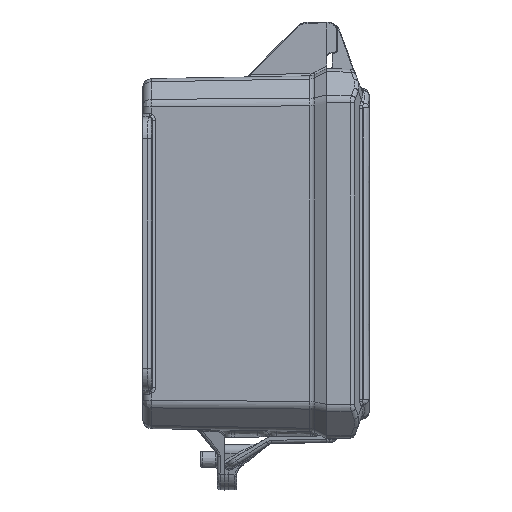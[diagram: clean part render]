
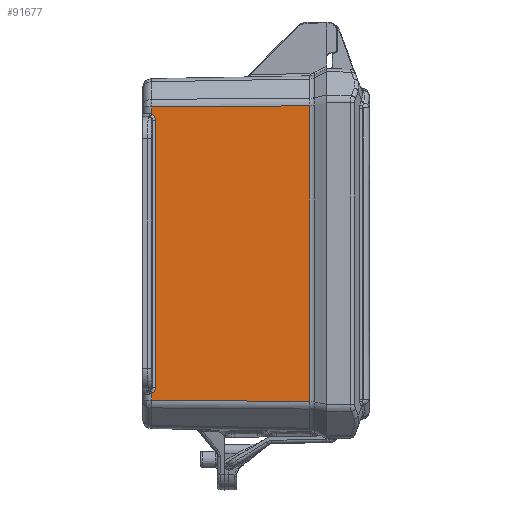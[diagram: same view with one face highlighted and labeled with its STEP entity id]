
A CAD part, front view. The second image highlights one B-rep face of the part: STEP entity #91677.
In plain terms, the highlighted planar face has unit normal (-0.018, -1, 0).
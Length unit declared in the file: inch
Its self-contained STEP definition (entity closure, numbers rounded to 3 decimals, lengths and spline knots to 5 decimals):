
#349 = CARTESIAN_POINT ( 'NONE',  ( -3.05573, -3.09166, -2.44577 ) ) ;
#591 = ORIENTED_EDGE ( 'NONE', *, *, #1085, .F. ) ;
#857 = DIRECTION ( 'NONE',  ( 1., -0.017, -0.007 ) ) ;
#1085 = EDGE_CURVE ( 'NONE', #39564, #82855, #49026, .T. ) ;
#1646 = DIRECTION ( 'NONE',  ( 1., -0.017, 0. ) ) ;
#3798 = FACE_OUTER_BOUND ( 'NONE', #64951, .T. ) ;
#6835 = CARTESIAN_POINT ( 'NONE',  ( -3.01935, -3.0923, 2.35964 ) ) ;
#7098 = CARTESIAN_POINT ( 'NONE',  ( -3.07542, -3.09132, 2.46151 ) ) ;
#8047 = CARTESIAN_POINT ( 'NONE',  ( -3.08785, -3.0911, -2.59085 ) ) ;
#8949 = CARTESIAN_POINT ( 'NONE',  ( -3.06829, -3.09144, -2.45704 ) ) ;
#9457 = ORIENTED_EDGE ( 'NONE', *, *, #13548, .T. ) ;
#13004 = ORIENTED_EDGE ( 'NONE', *, *, #45414, .T. ) ;
#13548 = EDGE_CURVE ( 'NONE', #93386, #23128, #15739, .T. ) ;
#15731 = CARTESIAN_POINT ( 'NONE',  ( -3.0642, -3.09151, 2.45327 ) ) ;
#15739 = LINE ( 'NONE', #18508, #58532 ) ;
#17551 = CARTESIAN_POINT ( 'NONE',  ( -3.08787, -3.0911, -2.46806 ) ) ;
#18194 = CARTESIAN_POINT ( 'NONE',  ( -3.08787, -3.0911, -2.46806 ) ) ;
#18508 = CARTESIAN_POINT ( 'NONE',  ( -3.01935, -3.0923, 3.86173 ) ) ;
#18762 = VERTEX_POINT ( 'NONE', #44753 ) ;
#22168 = B_SPLINE_CURVE_WITH_KNOTS ( 'NONE', 3,
 ( #92120, #32294, #49509, #109369 ),
 .UNSPECIFIED., .F., .F.,
 ( 4, 4 ),
 ( 0., 1. ),
 .UNSPECIFIED. ) ;
#23128 = VERTEX_POINT ( 'NONE', #107540 ) ;
#23250 = CARTESIAN_POINT ( 'NONE',  ( -3.08788, -3.0911, 2.59085 ) ) ;
#24316 = CARTESIAN_POINT ( 'NONE',  ( -3.05142, -3.09174, 2.44209 ) ) ;
#24407 = ORIENTED_EDGE ( 'NONE', *, *, #96316, .T. ) ;
#27519 = VERTEX_POINT ( 'NONE', #27864 ) ;
#27864 = CARTESIAN_POINT ( 'NONE',  ( -0.29385, -3.13987, 2.61105 ) ) ;
#32294 = CARTESIAN_POINT ( 'NONE',  ( -3.08787, -3.0911, 2.50899 ) ) ;
#32915 = CARTESIAN_POINT ( 'NONE',  ( -3.032, -3.09208, 2.41446 ) ) ;
#34360 = CARTESIAN_POINT ( 'NONE',  ( -3.02736, -3.09216, -2.40421 ) ) ;
#35599 = VECTOR ( 'NONE', #104498, 39.37008 ) ;
#35641 = PLANE ( 'NONE',  #72748 ) ;
#37767 = VERTEX_POINT ( 'NONE', #44437 ) ;
#38737 = EDGE_CURVE ( 'NONE', #37767, #27519, #69470, .T. ) ;
#39564 = VERTEX_POINT ( 'NONE', #76023 ) ;
#41490 = CARTESIAN_POINT ( 'NONE',  ( -3.02095, -3.09227, 2.38231 ) ) ;
#42429 = CARTESIAN_POINT ( 'NONE',  ( -3.08787, -3.0911, -2.46806 ) ) ;
#42599 = CARTESIAN_POINT ( 'NONE',  ( -3.01935, -3.0923, -2.37112 ) ) ;
#42977 = CARTESIAN_POINT ( 'NONE',  ( -3.04107, -3.09192, -2.42873 ) ) ;
#44437 = CARTESIAN_POINT ( 'NONE',  ( -0.29385, -3.13987, -2.61105 ) ) ;
#44753 = CARTESIAN_POINT ( 'NONE',  ( -3.08787, -3.0911, 2.46806 ) ) ;
#44971 = DIRECTION ( 'NONE',  ( 0., 0., 1. ) ) ;
#45414 = EDGE_CURVE ( 'NONE', #39564, #37767, #66565, .T. ) ;
#46483 = VECTOR ( 'NONE', #857, 39.37008 ) ;
#49026 = B_SPLINE_CURVE_WITH_KNOTS ( 'NONE', 3,
 ( #8047, #76528, #93672, #42429 ),
 .UNSPECIFIED., .F., .F.,
 ( 4, 4 ),
 ( 0., 1. ),
 .UNSPECIFIED. ) ;
#49509 = CARTESIAN_POINT ( 'NONE',  ( -3.08788, -3.0911, 2.54992 ) ) ;
#50120 = CARTESIAN_POINT ( 'NONE',  ( -3.01935, -3.0923, 2.35964 ) ) ;
#50197 = EDGE_CURVE ( 'NONE', #18762, #71631, #22168, .T. ) ;
#51595 = CARTESIAN_POINT ( 'NONE',  ( -3.05177, -3.09173, -2.44174 ) ) ;
#52866 = DIRECTION ( 'NONE',  ( -0.017, -1., 0. ) ) ;
#58532 = VECTOR ( 'NONE', #105294, 39.37008 ) ;
#59942 = B_SPLINE_CURVE_WITH_KNOTS ( 'NONE', 3,
 ( #102492, #42599, #85648, #34360, #94191, #42977, #102874, #51595, #349, #60164, #8949, #68797, #17551 ),
 .UNSPECIFIED., .F., .F.,
 ( 4, 2, 2, 1, 2, 2, 4 ),
 ( 0., 0.25, 0.5, 0.625, 0.6875, 0.75, 1. ),
 .UNSPECIFIED. ) ;
#60164 = CARTESIAN_POINT ( 'NONE',  ( -3.05783, -3.09163, -2.44776 ) ) ;
#64951 = EDGE_LOOP ( 'NONE', ( #13004, #97620, #72911, #77116, #24407, #9457, #70503, #591 ) ) ;
#66565 = LINE ( 'NONE', #77917, #46483 ) ;
#66965 = CARTESIAN_POINT ( 'NONE',  ( -3.06862, -3.09144, 2.45666 ) ) ;
#67920 = EDGE_CURVE ( 'NONE', #27519, #71631, #89160, .T. ) ;
#68797 = CARTESIAN_POINT ( 'NONE',  ( -3.07761, -3.09128, -2.46319 ) ) ;
#69470 = LINE ( 'NONE', #104883, #89496 ) ;
#69718 = CARTESIAN_POINT ( 'NONE',  ( 0., -3.145, 3.86173 ) ) ;
#70503 = ORIENTED_EDGE ( 'NONE', *, *, #103010, .T. ) ;
#71631 = VERTEX_POINT ( 'NONE', #23250 ) ;
#72748 = AXIS2_PLACEMENT_3D ( 'NONE', #69718, #52866, #1646 ) ;
#72911 = ORIENTED_EDGE ( 'NONE', *, *, #67920, .T. ) ;
#74138 = CARTESIAN_POINT ( 'NONE',  ( -3.08275, -3.09119, 2.46563 ) ) ;
#75594 = CARTESIAN_POINT ( 'NONE',  ( -3.06209, -3.09155, 2.45153 ) ) ;
#76023 = CARTESIAN_POINT ( 'NONE',  ( -3.08785, -3.0911, -2.59085 ) ) ;
#76528 = CARTESIAN_POINT ( 'NONE',  ( -3.08786, -3.0911, -2.54992 ) ) ;
#77116 = ORIENTED_EDGE ( 'NONE', *, *, #50197, .F. ) ;
#77917 = CARTESIAN_POINT ( 'NONE',  ( -3.08785, -3.0911, -2.59085 ) ) ;
#82855 = VERTEX_POINT ( 'NONE', #18194 ) ;
#84180 = CARTESIAN_POINT ( 'NONE',  ( -3.0441, -3.09187, 2.4335 ) ) ;
#85648 = CARTESIAN_POINT ( 'NONE',  ( -3.02095, -3.09227, -2.38233 ) ) ;
#89160 = LINE ( 'NONE', #95861, #35599 ) ;
#89496 = VECTOR ( 'NONE', #44971, 39.37008 ) ;
#91677 = ADVANCED_FACE ( 'NONE', ( #3798 ), #35641, .T. ) ;
#92120 = CARTESIAN_POINT ( 'NONE',  ( -3.08787, -3.0911, 2.46806 ) ) ;
#92714 = CARTESIAN_POINT ( 'NONE',  ( -3.02734, -3.09216, 2.40414 ) ) ;
#93386 = VERTEX_POINT ( 'NONE', #6835 ) ;
#93672 = CARTESIAN_POINT ( 'NONE',  ( -3.08787, -3.0911, -2.50899 ) ) ;
#94191 = CARTESIAN_POINT ( 'NONE',  ( -3.032, -3.09208, -2.41445 ) ) ;
#95861 = CARTESIAN_POINT ( 'NONE',  ( -0.29385, -3.13987, 2.61105 ) ) ;
#96316 = EDGE_CURVE ( 'NONE', #18762, #93386, #107496, .T. ) ;
#97620 = ORIENTED_EDGE ( 'NONE', *, *, #38737, .T. ) ;
#101393 = CARTESIAN_POINT ( 'NONE',  ( -3.01935, -3.0923, 2.37112 ) ) ;
#102492 = CARTESIAN_POINT ( 'NONE',  ( -3.01935, -3.0923, -2.35964 ) ) ;
#102874 = CARTESIAN_POINT ( 'NONE',  ( -3.04607, -3.09183, -2.43551 ) ) ;
#103010 = EDGE_CURVE ( 'NONE', #23128, #82855, #59942, .T. ) ;
#104498 = DIRECTION ( 'NONE',  ( -1., 0.017, -0.007 ) ) ;
#104883 = CARTESIAN_POINT ( 'NONE',  ( -0.29385, -3.13987, 3.86173 ) ) ;
#105294 = DIRECTION ( 'NONE',  ( 0., 0., -1. ) ) ;
#107496 = B_SPLINE_CURVE_WITH_KNOTS ( 'NONE', 3,
 ( #109617, #74138, #7098, #66965, #15731, #75594, #24316, #84180, #32915, #92714, #41490, #101393, #50120 ),
 .UNSPECIFIED., .F., .F.,
 ( 4, 1, 2, 2, 2, 2, 4 ),
 ( 0., 0.125, 0.1875, 0.25, 0.5, 0.75, 1. ),
 .UNSPECIFIED. ) ;
#107540 = CARTESIAN_POINT ( 'NONE',  ( -3.01935, -3.0923, -2.35964 ) ) ;
#109369 = CARTESIAN_POINT ( 'NONE',  ( -3.08788, -3.0911, 2.59085 ) ) ;
#109617 = CARTESIAN_POINT ( 'NONE',  ( -3.08787, -3.0911, 2.46806 ) ) ;
